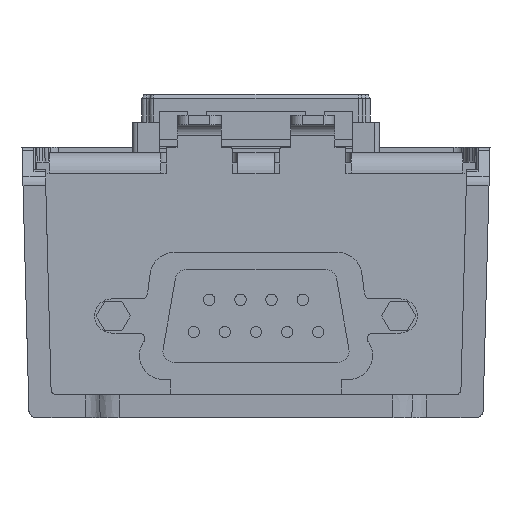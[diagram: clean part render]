
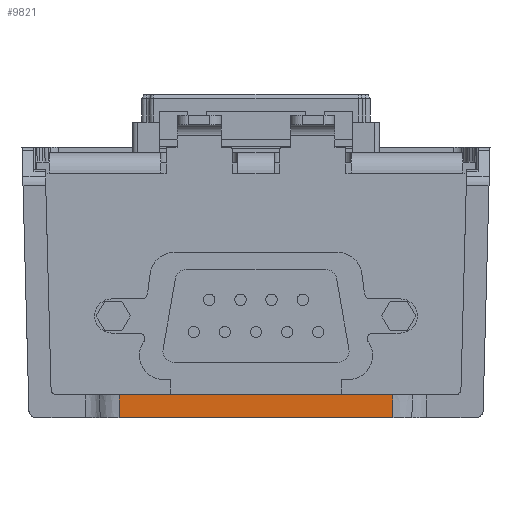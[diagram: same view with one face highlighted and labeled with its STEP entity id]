
A CAD part, front view. The second image highlights one B-rep face of the part: STEP entity #9821.
In plain terms, the highlighted planar face has unit normal (0, -1, -0.026).
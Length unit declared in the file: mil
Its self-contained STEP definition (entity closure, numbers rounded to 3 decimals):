
#50 = ORIENTED_EDGE ( 'NONE', *, *, #40304, .T. ) ;
#1039 = DIRECTION ( 'NONE',  ( 0., 0.026, -1. ) ) ;
#2477 = EDGE_CURVE ( 'NONE', #58202, #60611, #56292, .T. ) ;
#9821 = ADVANCED_FACE ( 'NONE', ( #61871 ), #13410, .T. ) ;
#10274 = DIRECTION ( 'NONE',  ( 1., 0., 0. ) ) ;
#12581 = LINE ( 'NONE', #56781, #26930 ) ;
#13260 = EDGE_CURVE ( 'NONE', #21542, #58202, #64060, .T. ) ;
#13410 = PLANE ( 'NONE',  #21835 ) ;
#13527 = CARTESIAN_POINT ( 'NONE',  ( 474.827, -2279.401, -598.425 ) ) ;
#14880 = CARTESIAN_POINT ( 'NONE',  ( -811.024, -2279.401, -598.425 ) ) ;
#21542 = VERTEX_POINT ( 'NONE', #46388 ) ;
#21835 = AXIS2_PLACEMENT_3D ( 'NONE', #44205, #49509, #1039 ) ;
#23497 = DIRECTION ( 'NONE',  ( -1., 0., 0. ) ) ;
#24224 = DIRECTION ( 'NONE',  ( 0., 0.026, -1. ) ) ;
#26930 = VECTOR ( 'NONE', #24224, 39370.079 ) ;
#29163 = EDGE_CURVE ( 'NONE', #60611, #40841, #29487, .T. ) ;
#29487 = LINE ( 'NONE', #50034, #44523 ) ;
#30589 = EDGE_LOOP ( 'NONE', ( #57739, #50, #30975, #58306 ) ) ;
#30975 = ORIENTED_EDGE ( 'NONE', *, *, #13260, .T. ) ;
#36973 = CARTESIAN_POINT ( 'NONE',  ( 474.827, -2281.462, -519.685 ) ) ;
#40304 = EDGE_CURVE ( 'NONE', #40841, #21542, #12581, .T. ) ;
#40841 = VERTEX_POINT ( 'NONE', #53399 ) ;
#44205 = CARTESIAN_POINT ( 'NONE',  ( -811.024, -2303.937, 338.583 ) ) ;
#44523 = VECTOR ( 'NONE', #23497, 39370.079 ) ;
#46388 = CARTESIAN_POINT ( 'NONE',  ( -474.827, -2279.401, -598.425 ) ) ;
#49509 = DIRECTION ( 'NONE',  ( 0., -1., -0.026 ) ) ;
#50034 = CARTESIAN_POINT ( 'NONE',  ( -811.024, -2281.462, -519.685 ) ) ;
#53399 = CARTESIAN_POINT ( 'NONE',  ( -474.827, -2281.462, -519.685 ) ) ;
#54597 = VECTOR ( 'NONE', #54899, 39370.079 ) ;
#54899 = DIRECTION ( 'NONE',  ( 0., -0.026, 1. ) ) ;
#56292 = LINE ( 'NONE', #66209, #54597 ) ;
#56781 = CARTESIAN_POINT ( 'NONE',  ( -474.827, -2303.937, 338.583 ) ) ;
#57739 = ORIENTED_EDGE ( 'NONE', *, *, #29163, .T. ) ;
#58202 = VERTEX_POINT ( 'NONE', #13527 ) ;
#58306 = ORIENTED_EDGE ( 'NONE', *, *, #2477, .T. ) ;
#60611 = VERTEX_POINT ( 'NONE', #36973 ) ;
#61871 = FACE_OUTER_BOUND ( 'NONE', #30589, .T. ) ;
#64060 = LINE ( 'NONE', #14880, #66621 ) ;
#66209 = CARTESIAN_POINT ( 'NONE',  ( 474.827, -2303.937, 338.583 ) ) ;
#66621 = VECTOR ( 'NONE', #10274, 39370.079 ) ;
